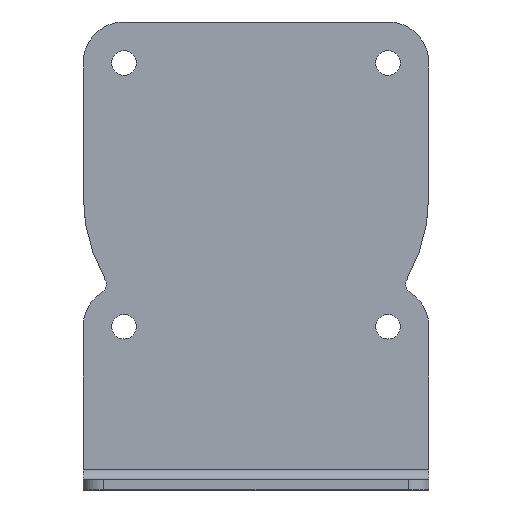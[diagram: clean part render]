
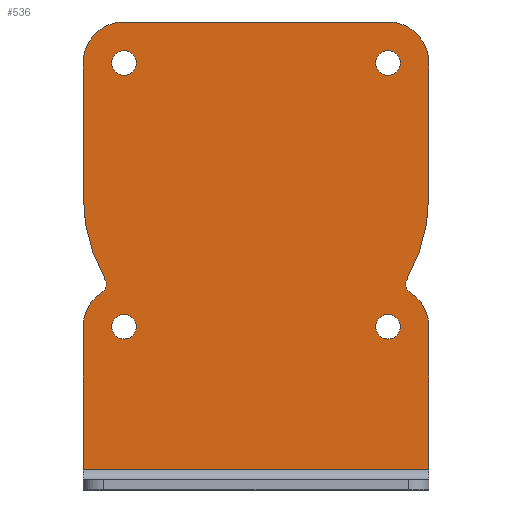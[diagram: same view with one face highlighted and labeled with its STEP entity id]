
A CAD part, top view. The second image highlights one B-rep face of the part: STEP entity #536.
In plain terms, the highlighted planar face has unit normal (0, 0, 1).
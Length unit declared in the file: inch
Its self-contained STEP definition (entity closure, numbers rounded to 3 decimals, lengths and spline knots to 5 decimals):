
#22=PLANE('',#602);
#37=LINE('',#819,#73);
#45=LINE('',#864,#81);
#57=LINE('',#916,#93);
#58=LINE('',#918,#94);
#59=LINE('',#920,#95);
#60=LINE('',#921,#96);
#73=VECTOR('',#653,0.87);
#81=VECTOR('',#697,2.11);
#93=VECTOR('',#759,1.61);
#94=VECTOR('',#762,0.805);
#95=VECTOR('',#765,0.87);
#96=VECTOR('',#766,0.805);
#111=FACE_BOUND('',#183,.T.);
#112=FACE_BOUND('',#184,.T.);
#113=FACE_BOUND('',#185,.T.);
#114=FACE_BOUND('',#186,.T.);
#140=FACE_OUTER_BOUND('',#182,.T.);
#182=EDGE_LOOP('',(#463,#464,#465,#466,#467,#468,#469,#470,#471,#472,#473,
#474,#475,#476));
#183=EDGE_LOOP('',(#477));
#184=EDGE_LOOP('',(#478));
#185=EDGE_LOOP('',(#479));
#186=EDGE_LOOP('',(#480));
#213=CIRCLE('',#577,0.075);
#214=CIRCLE('',#579,0.075);
#215=CIRCLE('',#581,0.075);
#216=CIRCLE('',#583,0.075);
#217=CIRCLE('',#585,1.055);
#218=CIRCLE('',#587,0.0625);
#219=CIRCLE('',#589,0.25);
#220=CIRCLE('',#591,0.0625);
#221=CIRCLE('',#593,1.055);
#222=CIRCLE('',#595,0.25);
#223=CIRCLE('',#597,0.25);
#224=CIRCLE('',#599,0.25);
#241=VERTEX_POINT('',#816);
#242=VERTEX_POINT('',#818);
#261=VERTEX_POINT('',#862);
#262=VERTEX_POINT('',#866);
#263=VERTEX_POINT('',#869);
#264=VERTEX_POINT('',#872);
#265=VERTEX_POINT('',#875);
#266=VERTEX_POINT('',#878);
#267=VERTEX_POINT('',#880);
#268=VERTEX_POINT('',#884);
#269=VERTEX_POINT('',#888);
#270=VERTEX_POINT('',#892);
#271=VERTEX_POINT('',#894);
#272=VERTEX_POINT('',#898);
#273=VERTEX_POINT('',#904);
#274=VERTEX_POINT('',#906);
#275=VERTEX_POINT('',#910);
#276=VERTEX_POINT('',#912);
#298=EDGE_CURVE('',#241,#242,#37,.T.);
#321=EDGE_CURVE('',#261,#241,#45,.T.);
#322=EDGE_CURVE('',#262,#262,#213,.T.);
#323=EDGE_CURVE('',#263,#263,#214,.T.);
#324=EDGE_CURVE('',#264,#264,#215,.T.);
#325=EDGE_CURVE('',#265,#265,#216,.T.);
#327=EDGE_CURVE('',#267,#266,#217,.T.);
#329=EDGE_CURVE('',#268,#267,#218,.T.);
#331=EDGE_CURVE('',#269,#268,#219,.T.);
#334=EDGE_CURVE('',#271,#270,#220,.T.);
#336=EDGE_CURVE('',#272,#271,#221,.T.);
#338=EDGE_CURVE('',#270,#242,#222,.T.);
#340=EDGE_CURVE('',#274,#273,#223,.T.);
#343=EDGE_CURVE('',#276,#275,#224,.T.);
#345=EDGE_CURVE('',#274,#275,#57,.T.);
#346=EDGE_CURVE('',#266,#276,#58,.T.);
#347=EDGE_CURVE('',#261,#269,#59,.T.);
#348=EDGE_CURVE('',#272,#273,#60,.T.);
#463=ORIENTED_EDGE('',*,*,#321,.F.);
#464=ORIENTED_EDGE('',*,*,#347,.T.);
#465=ORIENTED_EDGE('',*,*,#331,.T.);
#466=ORIENTED_EDGE('',*,*,#329,.T.);
#467=ORIENTED_EDGE('',*,*,#327,.T.);
#468=ORIENTED_EDGE('',*,*,#346,.T.);
#469=ORIENTED_EDGE('',*,*,#343,.T.);
#470=ORIENTED_EDGE('',*,*,#345,.F.);
#471=ORIENTED_EDGE('',*,*,#340,.T.);
#472=ORIENTED_EDGE('',*,*,#348,.F.);
#473=ORIENTED_EDGE('',*,*,#336,.T.);
#474=ORIENTED_EDGE('',*,*,#334,.T.);
#475=ORIENTED_EDGE('',*,*,#338,.T.);
#476=ORIENTED_EDGE('',*,*,#298,.F.);
#477=ORIENTED_EDGE('',*,*,#322,.T.);
#478=ORIENTED_EDGE('',*,*,#323,.T.);
#479=ORIENTED_EDGE('',*,*,#324,.T.);
#480=ORIENTED_EDGE('',*,*,#325,.T.);
#536=ADVANCED_FACE('',(#140,#111,#112,#113,#114),#22,.T.);
#577=AXIS2_PLACEMENT_3D('',#867,#700,#701);
#579=AXIS2_PLACEMENT_3D('',#870,#704,#705);
#581=AXIS2_PLACEMENT_3D('',#873,#708,#709);
#583=AXIS2_PLACEMENT_3D('',#876,#712,#713);
#585=AXIS2_PLACEMENT_3D('',#881,#717,#718);
#587=AXIS2_PLACEMENT_3D('',#885,#722,#723);
#589=AXIS2_PLACEMENT_3D('',#889,#727,#728);
#591=AXIS2_PLACEMENT_3D('',#895,#733,#734);
#593=AXIS2_PLACEMENT_3D('',#899,#738,#739);
#595=AXIS2_PLACEMENT_3D('',#902,#743,#744);
#597=AXIS2_PLACEMENT_3D('',#907,#748,#749);
#599=AXIS2_PLACEMENT_3D('',#913,#754,#755);
#602=AXIS2_PLACEMENT_3D('',#919,#763,#764);
#653=DIRECTION('',(0.,1.,0.));
#697=DIRECTION('',(-1.,0.,0.));
#700=DIRECTION('center_axis',(0.,0.,-1.));
#701=DIRECTION('ref_axis',(1.,0.,0.));
#704=DIRECTION('center_axis',(0.,0.,-1.));
#705=DIRECTION('ref_axis',(1.,0.,0.));
#708=DIRECTION('center_axis',(0.,0.,-1.));
#709=DIRECTION('ref_axis',(1.,0.,0.));
#712=DIRECTION('center_axis',(0.,0.,-1.));
#713=DIRECTION('ref_axis',(1.,0.,0.));
#717=DIRECTION('center_axis',(0.,0.,1.));
#718=DIRECTION('ref_axis',(-0.874,0.486,0.));
#722=DIRECTION('center_axis',(0.,0.,-1.));
#723=DIRECTION('ref_axis',(-0.874,0.486,0.));
#727=DIRECTION('center_axis',(0.,0.,1.));
#728=DIRECTION('ref_axis',(-1.,0.,0.));
#733=DIRECTION('center_axis',(0.,0.,-1.));
#734=DIRECTION('ref_axis',(0.548,-0.836,0.));
#738=DIRECTION('center_axis',(0.,0.,1.));
#739=DIRECTION('ref_axis',(1.,0.,0.));
#743=DIRECTION('center_axis',(0.,0.,1.));
#744=DIRECTION('ref_axis',(0.548,-0.836,0.));
#748=DIRECTION('center_axis',(0.,0.,1.));
#749=DIRECTION('ref_axis',(0.,-1.,0.));
#754=DIRECTION('center_axis',(0.,0.,1.));
#755=DIRECTION('ref_axis',(-1.,0.,0.));
#759=DIRECTION('',(1.,0.,0.));
#762=DIRECTION('',(0.,1.,0.));
#763=DIRECTION('center_axis',(0.,0.,1.));
#764=DIRECTION('ref_axis',(1.,0.,0.));
#765=DIRECTION('',(0.,1.,0.));
#766=DIRECTION('',(0.,1.,0.));
#816=CARTESIAN_POINT('',(-1.055,-1.48,0.0625));
#818=CARTESIAN_POINT('',(-1.055,-0.61,0.0625));
#819=CARTESIAN_POINT('',(-1.055,-1.25,0.0625));
#862=CARTESIAN_POINT('',(1.055,-1.48,0.0625));
#864=CARTESIAN_POINT('',(-0.5275,-1.48,0.0625));
#866=CARTESIAN_POINT('',(-0.73,-0.61,0.0625));
#867=CARTESIAN_POINT('Origin',(-0.805,-0.61,0.0625));
#869=CARTESIAN_POINT('',(0.88,-0.61,0.0625));
#870=CARTESIAN_POINT('Origin',(0.805,-0.61,0.0625));
#872=CARTESIAN_POINT('',(0.88,1.,0.0625));
#873=CARTESIAN_POINT('Origin',(0.805,1.,0.0625));
#875=CARTESIAN_POINT('',(-0.73,1.,0.0625));
#876=CARTESIAN_POINT('Origin',(-0.805,1.,0.0625));
#878=CARTESIAN_POINT('',(1.055,0.195,0.0625));
#880=CARTESIAN_POINT('',(0.92174,-0.31825,0.0625));
#881=CARTESIAN_POINT('Origin',(0.,0.195,0.0625));
#884=CARTESIAN_POINT('',(0.94207,-0.40093,0.0625));
#885=CARTESIAN_POINT('Origin',(0.97634,-0.34866,0.0625));
#888=CARTESIAN_POINT('',(1.055,-0.61,0.0625));
#889=CARTESIAN_POINT('Origin',(0.805,-0.61,0.0625));
#892=CARTESIAN_POINT('',(-0.94207,-0.40093,0.0625));
#894=CARTESIAN_POINT('',(-0.92174,-0.31825,0.0625));
#895=CARTESIAN_POINT('Origin',(-0.97634,-0.34866,0.0625));
#898=CARTESIAN_POINT('',(-1.055,0.195,0.0625));
#899=CARTESIAN_POINT('Origin',(0.,0.195,0.0625));
#902=CARTESIAN_POINT('Origin',(-0.805,-0.61,0.0625));
#904=CARTESIAN_POINT('',(-1.055,1.,0.0625));
#906=CARTESIAN_POINT('',(-0.805,1.25,0.0625));
#907=CARTESIAN_POINT('Origin',(-0.805,1.,0.0625));
#910=CARTESIAN_POINT('',(0.805,1.25,0.0625));
#912=CARTESIAN_POINT('',(1.055,1.,0.0625));
#913=CARTESIAN_POINT('Origin',(0.805,1.,0.0625));
#916=CARTESIAN_POINT('',(-1.055,1.25,0.0625));
#918=CARTESIAN_POINT('',(1.055,-1.606,0.0625));
#919=CARTESIAN_POINT('Origin',(0.,0.,0.0625));
#920=CARTESIAN_POINT('',(1.055,-1.606,0.0625));
#921=CARTESIAN_POINT('',(-1.055,-1.25,0.0625));
